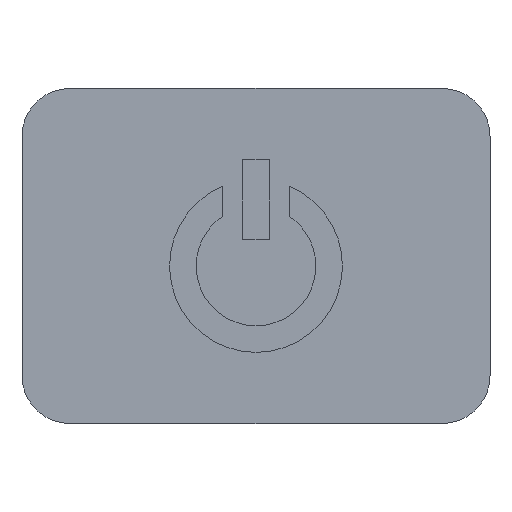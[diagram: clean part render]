
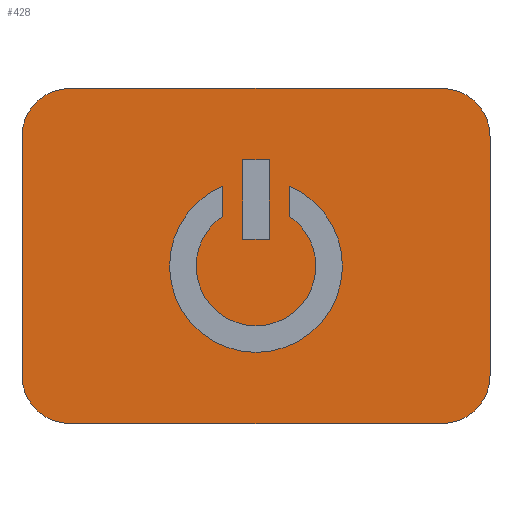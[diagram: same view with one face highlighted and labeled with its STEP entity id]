
A CAD part, front view. The second image highlights one B-rep face of the part: STEP entity #428.
In plain terms, the highlighted planar face has unit normal (0, -1, 0).
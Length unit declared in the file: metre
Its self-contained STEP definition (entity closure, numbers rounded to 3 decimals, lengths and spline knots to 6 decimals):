
#12=CIRCLE('',#459,0.0018);
#14=CIRCLE('',#463,0.0018);
#16=CIRCLE('',#467,0.0018);
#18=CIRCLE('',#471,0.0018);
#21=CIRCLE('',#476,0.00225);
#22=CIRCLE('',#477,0.00325);
#77=ORIENTED_EDGE('',*,*,#181,.F.);
#78=ORIENTED_EDGE('',*,*,#182,.T.);
#79=ORIENTED_EDGE('',*,*,#183,.T.);
#80=ORIENTED_EDGE('',*,*,#184,.F.);
#81=ORIENTED_EDGE('',*,*,#185,.F.);
#82=ORIENTED_EDGE('',*,*,#186,.T.);
#83=ORIENTED_EDGE('',*,*,#187,.T.);
#84=ORIENTED_EDGE('',*,*,#188,.F.);
#85=ORIENTED_EDGE('',*,*,#153,.F.);
#86=ORIENTED_EDGE('',*,*,#157,.T.);
#87=ORIENTED_EDGE('',*,*,#160,.F.);
#88=ORIENTED_EDGE('',*,*,#163,.T.);
#89=ORIENTED_EDGE('',*,*,#166,.T.);
#90=ORIENTED_EDGE('',*,*,#169,.T.);
#91=ORIENTED_EDGE('',*,*,#172,.T.);
#92=ORIENTED_EDGE('',*,*,#175,.T.);
#153=EDGE_CURVE('',#213,#214,#253,.T.);
#157=EDGE_CURVE('',#213,#217,#12,.T.);
#160=EDGE_CURVE('',#219,#217,#258,.T.);
#163=EDGE_CURVE('',#219,#221,#14,.T.);
#166=EDGE_CURVE('',#221,#223,#262,.T.);
#169=EDGE_CURVE('',#223,#225,#16,.T.);
#172=EDGE_CURVE('',#225,#227,#266,.T.);
#175=EDGE_CURVE('',#227,#214,#18,.T.);
#181=EDGE_CURVE('',#233,#234,#272,.T.);
#182=EDGE_CURVE('',#233,#235,#21,.T.);
#183=EDGE_CURVE('',#235,#236,#273,.T.);
#184=EDGE_CURVE('',#234,#236,#22,.T.);
#185=EDGE_CURVE('',#237,#238,#274,.T.);
#186=EDGE_CURVE('',#237,#239,#275,.T.);
#187=EDGE_CURVE('',#239,#240,#276,.T.);
#188=EDGE_CURVE('',#238,#240,#277,.T.);
#213=VERTEX_POINT('',#625);
#214=VERTEX_POINT('',#626);
#217=VERTEX_POINT('',#634);
#219=VERTEX_POINT('',#640);
#221=VERTEX_POINT('',#646);
#223=VERTEX_POINT('',#652);
#225=VERTEX_POINT('',#658);
#227=VERTEX_POINT('',#664);
#233=VERTEX_POINT('',#682);
#234=VERTEX_POINT('',#683);
#235=VERTEX_POINT('',#685);
#236=VERTEX_POINT('',#687);
#237=VERTEX_POINT('',#690);
#238=VERTEX_POINT('',#691);
#239=VERTEX_POINT('',#693);
#240=VERTEX_POINT('',#695);
#253=LINE('',#624,#299);
#258=LINE('',#639,#304);
#262=LINE('',#651,#308);
#266=LINE('',#663,#312);
#272=LINE('',#681,#318);
#273=LINE('',#686,#319);
#274=LINE('',#689,#320);
#275=LINE('',#692,#321);
#276=LINE('',#694,#322);
#277=LINE('',#696,#323);
#299=VECTOR('',#500,1.);
#304=VECTOR('',#513,1.);
#308=VECTOR('',#525,1.);
#312=VECTOR('',#537,1.);
#318=VECTOR('',#555,1.);
#319=VECTOR('',#558,1.);
#320=VECTOR('',#561,1.);
#321=VECTOR('',#562,1.);
#322=VECTOR('',#563,1.);
#323=VECTOR('',#564,1.);
#355=EDGE_LOOP('',(#77,#78,#79,#80));
#356=EDGE_LOOP('',(#81,#82,#83,#84));
#357=EDGE_LOOP('',(#85,#86,#87,#88,#89,#90,#91,#92));
#383=FACE_BOUND('',#355,.T.);
#384=FACE_BOUND('',#356,.T.);
#385=FACE_BOUND('',#357,.T.);
#406=PLANE('',#475);
#428=ADVANCED_FACE('',(#383,#384,#385),#406,.T.);
#459=AXIS2_PLACEMENT_3D('',#633,#506,#507);
#463=AXIS2_PLACEMENT_3D('',#645,#518,#519);
#467=AXIS2_PLACEMENT_3D('',#657,#530,#531);
#471=AXIS2_PLACEMENT_3D('',#669,#542,#543);
#475=AXIS2_PLACEMENT_3D('',#680,#553,#554);
#476=AXIS2_PLACEMENT_3D('',#684,#556,#557);
#477=AXIS2_PLACEMENT_3D('',#688,#559,#560);
#500=DIRECTION('',(0.,0.,1.));
#506=DIRECTION('',(0.,-1.,0.));
#507=DIRECTION('',(1.,0.,0.));
#513=DIRECTION('',(-1.,0.,0.));
#518=DIRECTION('',(0.,-1.,0.));
#519=DIRECTION('',(1.,0.,0.));
#525=DIRECTION('',(0.,0.,1.));
#530=DIRECTION('',(0.,-1.,0.));
#531=DIRECTION('',(1.,0.,0.));
#537=DIRECTION('',(-1.,0.,0.));
#542=DIRECTION('',(0.,-1.,0.));
#543=DIRECTION('',(1.,0.,0.));
#553=DIRECTION('',(0.,-1.,0.));
#554=DIRECTION('',(1.,0.,0.));
#555=DIRECTION('',(0.,0.,1.));
#556=DIRECTION('',(0.,-1.,0.));
#557=DIRECTION('',(1.,0.,0.));
#558=DIRECTION('',(0.,0.,1.));
#559=DIRECTION('',(0.,-1.,0.));
#560=DIRECTION('',(1.,0.,0.));
#561=DIRECTION('',(1.,0.,0.));
#562=DIRECTION('',(0.,0.,1.));
#563=DIRECTION('',(1.,0.,0.));
#564=DIRECTION('',(0.,0.,1.));
#624=CARTESIAN_POINT('',(0.05295,-0.0725,-0.004));
#625=CARTESIAN_POINT('',(0.05295,-0.0725,-0.0085));
#626=CARTESIAN_POINT('',(0.05295,-0.0725,0.0005));
#633=CARTESIAN_POINT('',(0.05475,-0.0725,-0.0085));
#634=CARTESIAN_POINT('',(0.05475,-0.0725,-0.0103));
#639=CARTESIAN_POINT('',(0.06175,-0.0725,-0.0103));
#640=CARTESIAN_POINT('',(0.06875,-0.0725,-0.0103));
#645=CARTESIAN_POINT('',(0.06875,-0.0725,-0.0085));
#646=CARTESIAN_POINT('',(0.07055,-0.0725,-0.0085));
#651=CARTESIAN_POINT('',(0.07055,-0.0725,-0.004));
#652=CARTESIAN_POINT('',(0.07055,-0.0725,0.0005));
#657=CARTESIAN_POINT('',(0.06875,-0.0725,0.0005));
#658=CARTESIAN_POINT('',(0.06875,-0.0725,0.0023));
#663=CARTESIAN_POINT('',(0.06175,-0.0725,0.0023));
#664=CARTESIAN_POINT('',(0.05475,-0.0725,0.0023));
#669=CARTESIAN_POINT('',(0.05475,-0.0725,0.0005));
#680=CARTESIAN_POINT('',(0.06175,-0.0725,-0.0039));
#681=CARTESIAN_POINT('',(0.0605,-0.0725,-0.00194));
#682=CARTESIAN_POINT('',(0.0605,-0.0725,-0.002504));
#683=CARTESIAN_POINT('',(0.0605,-0.0725,-0.001375));
#684=CARTESIAN_POINT('',(0.06175,-0.0725,-0.004375));
#685=CARTESIAN_POINT('',(0.063,-0.0725,-0.002504));
#686=CARTESIAN_POINT('',(0.063,-0.0725,-0.00194));
#687=CARTESIAN_POINT('',(0.063,-0.0725,-0.001375));
#688=CARTESIAN_POINT('',(0.06175,-0.0725,-0.004375));
#689=CARTESIAN_POINT('',(0.06175,-0.0725,-0.003375));
#690=CARTESIAN_POINT('',(0.06125,-0.0725,-0.003375));
#691=CARTESIAN_POINT('',(0.06225,-0.0725,-0.003375));
#692=CARTESIAN_POINT('',(0.06125,-0.0725,-0.001278));
#693=CARTESIAN_POINT('',(0.06125,-0.0725,-0.000375));
#694=CARTESIAN_POINT('',(0.06175,-0.0725,-0.000375));
#695=CARTESIAN_POINT('',(0.06225,-0.0725,-0.000375));
#696=CARTESIAN_POINT('',(0.06225,-0.0725,-0.001875));
